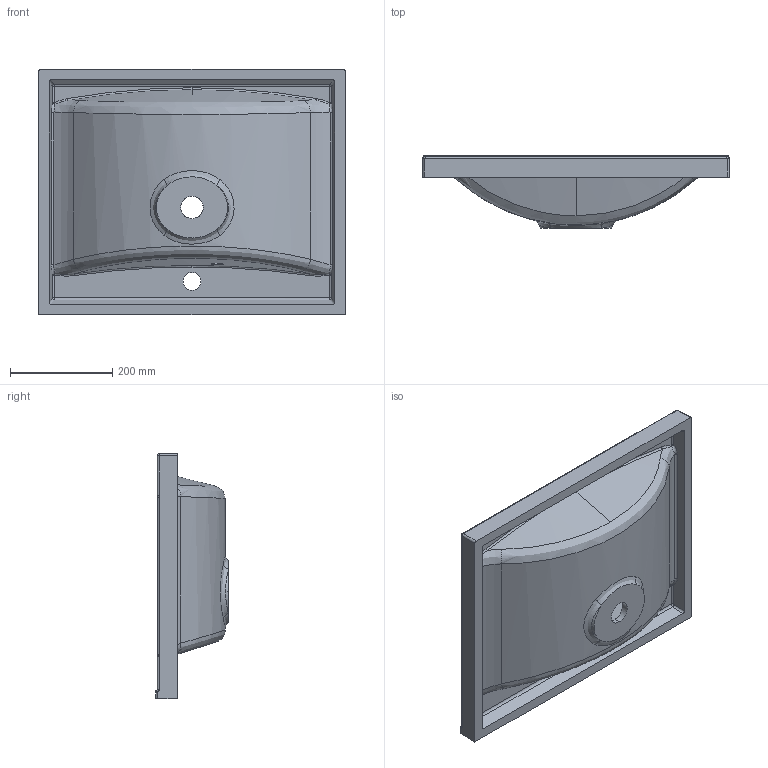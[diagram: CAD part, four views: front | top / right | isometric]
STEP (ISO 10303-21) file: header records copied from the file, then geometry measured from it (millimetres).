
FILE_DESCRIPTION (( 'STEP AP203' ), '1' );
FILE_NAME ('6229110611.step', '2020-12-18T12:31:47', ( 'admin' ), ( '' ), 'SwSTEP 2.0', 'SolidWorks 2019', '' );
FILE_SCHEMA (( 'CONFIG_CONTROL_DESIGN' ));
Length unit declared in the file: millimetre
Products named in the file (1): 6229110611
Bounding box: 600.98 x 143 x 480.49 mm (x, y, z)
Volume: 6536224.8 mm3; surface area: 864330.8 mm2
Topology: 1 solids, 1 shells, 123 faces, 292 edges, 159 vertices
Faces by surface type: bspline 48, cylinder 37, plane 15, sphere 12, torus 6, cone 5
Entity records: 8130 total; most frequent: CARTESIAN_POINT 5662, ORIENTED_EDGE 556, DIRECTION 419, EDGE_CURVE 278, AXIS2_PLACEMENT_3D 174, VERTEX_POINT 159, EDGE_LOOP 131, ADVANCED_FACE 123
